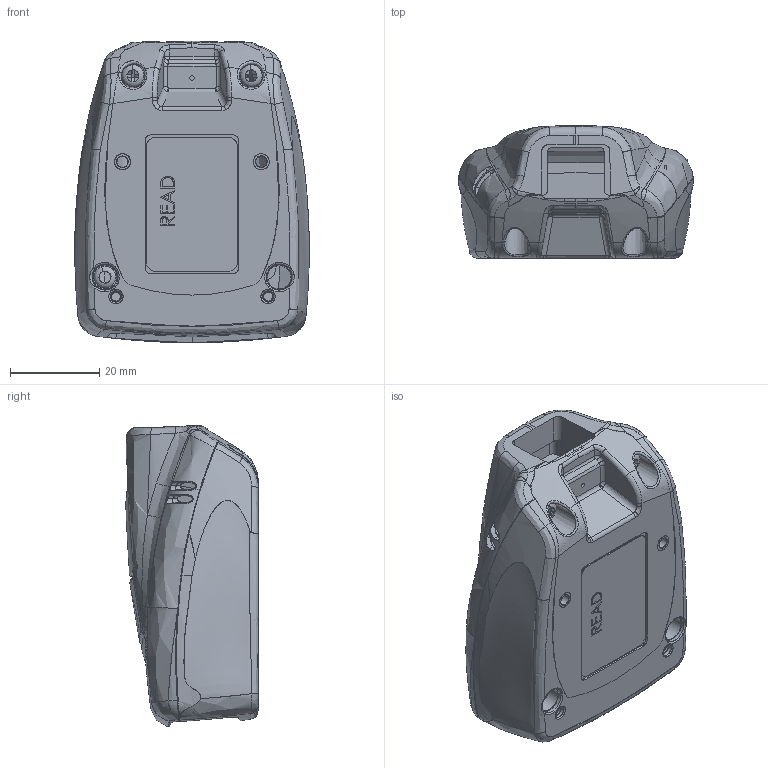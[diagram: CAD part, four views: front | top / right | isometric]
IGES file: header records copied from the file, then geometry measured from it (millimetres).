
Global section: file name: id10; native system: Autodesk Inventor 2018; preprocessor: unknown; date: 20180817.113501; units: millimetre
Bounding box: 52.5 x 29.7 x 67.54 mm (x, y, z)
Surface area: 14043.6 mm2 (no closed solid volume)
Topology: 0 solids, 0 shells, 373 faces, 9885 edges, 9881 vertices
Faces by surface type: bspline 299, revolution 74
